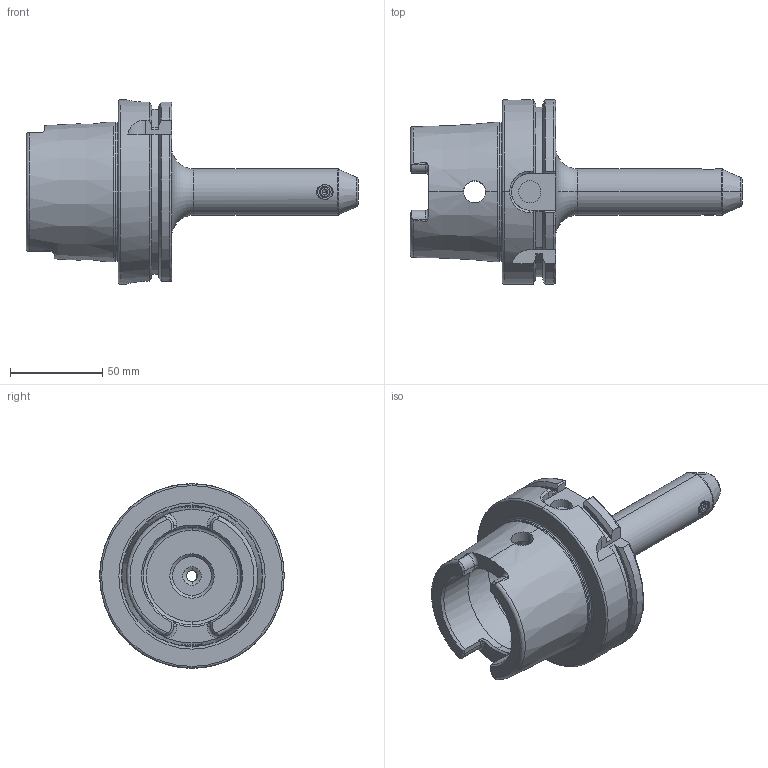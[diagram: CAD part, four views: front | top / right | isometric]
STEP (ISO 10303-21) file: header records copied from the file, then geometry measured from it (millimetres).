
FILE_DESCRIPTION (( 'STEP AP203' ), '1' );
FILE_NAME ('FWA100H-EMH06130.STEP', '2024-09-04T10:23:14', ( '' ), ( '' ), 'SwSTEP 2.0', 'SolidWorks 2024', '' );
FILE_SCHEMA (( 'CONFIG_CONTROL_DESIGN' ));
Length unit declared in the file: millimetre
Products named in the file (4): FWA100H-EMH06130; GS-M6X10-DIN1835-B; HSKA100EM06130WW
Assembly tree (3 placements, depth 3):
  FWA100H-EMH06130
    HSKA100EM06130WW
      HSKA100EM06130WW
      GS-M6X10-DIN1835-B
Bounding box: 180 x 100 x 100 mm (x, y, z)
Volume: 298064.7 mm3; surface area: 60121.6 mm2
Topology: 2 solids, 2 shells, 208 faces, 507 edges, 306 vertices
Faces by surface type: plane 66, cylinder 56, cone 41, torus 33, bspline 10, sphere 2
Entity records: 7890 total; most frequent: CARTESIAN_POINT 2742, ORIENTED_EDGE 1006, DIRECTION 984, EDGE_CURVE 503, AXIS2_PLACEMENT_3D 398, VERTEX_POINT 306, EDGE_LOOP 223, ADVANCED_FACE 208
